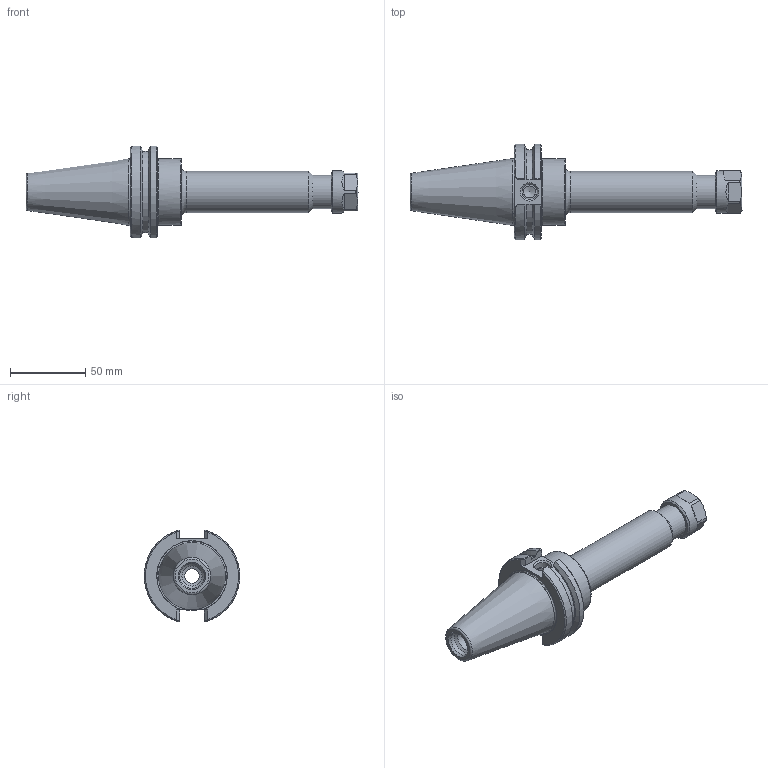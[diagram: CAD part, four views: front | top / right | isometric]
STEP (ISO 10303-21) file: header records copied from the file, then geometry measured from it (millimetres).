
FILE_DESCRIPTION(/* description */ ('SIMUL-FIT ER COLLET CHUCK'),/* implementation_level */ '2;1');
FILE_NAME(/* name */ 'C40F-16ERF600.stp',/* time_stamp */ '2017-01-18T16:34:15-05:00',/* author */ ('davhar'),/* organization */ (''),/* preprocessor_version */ 'ST-DEVELOPER v16.1',/* originating_system */ 'Autodesk Inventor 2016',/* authorisation */ '');
FILE_SCHEMA (('AUTOMOTIVE_DESIGN { 1 0 10303 214 3 1 1 }'));
Length unit declared in the file: inch
Products named in the file (3): C40F-16ER6-1; 16ERHN; C40F-16ERF600
Assembly tree (2 placements, depth 2):
  C40F-16ERF600
    C40F-16ER6-1
    16ERHN
Bounding box: 220.66 x 63.28 x 61.11 mm (x, y, z)
Volume: 177158 mm3; surface area: 38928.5 mm2
Topology: 2 solids, 2 shells, 112 faces, 291 edges, 188 vertices
Faces by surface type: plane 50, cone 25, cylinder 22, torus 11, bspline 4
Full cylindrical faces by diameter (mm): 8 x1, 9.728 x1, 10.135 x1, 11.176 x1, 12.4 x1, 13.386 x1, 16.459 x1, 20.5 x1, 22 x1, 23 x1, 27.432 x1, 28 x1, 44.45 x1
Entity records: 4146 total; most frequent: CARTESIAN_POINT 1542, ORIENTED_EDGE 494, DIRECTION 492, EDGE_CURVE 247, AXIS2_PLACEMENT_3D 202, VERTEX_POINT 178, EDGE_LOOP 155, FACE_OUTER_BOUND 112
